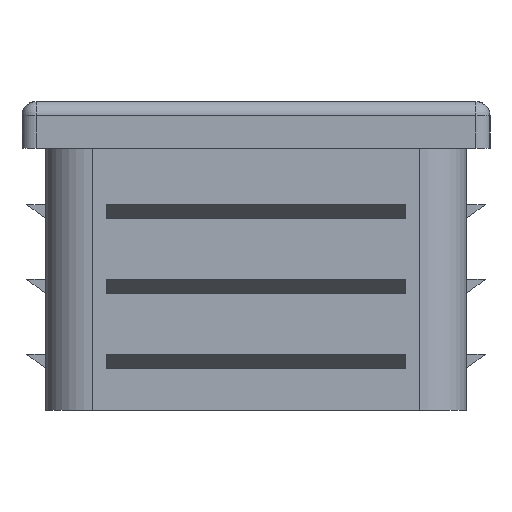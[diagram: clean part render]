
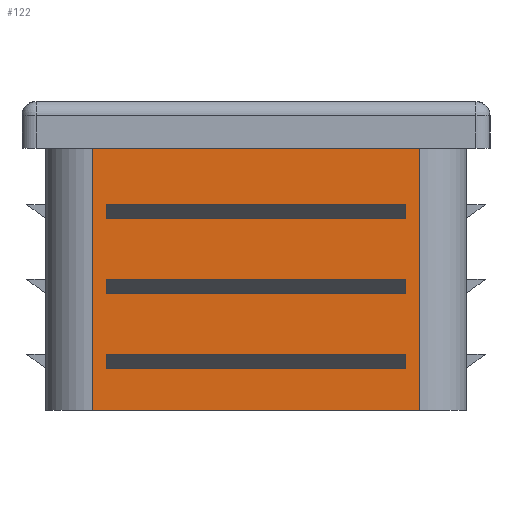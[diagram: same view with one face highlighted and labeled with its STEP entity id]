
A CAD part, left-side view. The second image highlights one B-rep face of the part: STEP entity #122.
In plain terms, the highlighted planar face has unit normal (-1, 0, 0).
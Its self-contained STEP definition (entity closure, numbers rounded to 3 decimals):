
#122 = ADVANCED_FACE( '', ( #317, #318, #319, #320 ), #321, .F. );
#317 = FACE_BOUND( '', #590, .T. );
#318 = FACE_BOUND( '', #591, .T. );
#319 = FACE_BOUND( '', #592, .T. );
#320 = FACE_OUTER_BOUND( '', #593, .T. );
#321 = PLANE( '', #594 );
#590 = EDGE_LOOP( '', ( #899, #900, #901, #902 ) );
#591 = EDGE_LOOP( '', ( #903, #904, #905, #906 ) );
#592 = EDGE_LOOP( '', ( #907, #908, #909, #910 ) );
#593 = EDGE_LOOP( '', ( #911, #912, #913, #914 ) );
#594 = AXIS2_PLACEMENT_3D( '', #915, #916, #917 );
#899 = ORIENTED_EDGE( '', *, *, #1596, .F. );
#900 = ORIENTED_EDGE( '', *, *, #1597, .F. );
#901 = ORIENTED_EDGE( '', *, *, #1598, .T. );
#902 = ORIENTED_EDGE( '', *, *, #1599, .T. );
#903 = ORIENTED_EDGE( '', *, *, #1600, .F. );
#904 = ORIENTED_EDGE( '', *, *, #1601, .F. );
#905 = ORIENTED_EDGE( '', *, *, #1602, .T. );
#906 = ORIENTED_EDGE( '', *, *, #1603, .T. );
#907 = ORIENTED_EDGE( '', *, *, #1604, .F. );
#908 = ORIENTED_EDGE( '', *, *, #1605, .F. );
#909 = ORIENTED_EDGE( '', *, *, #1606, .T. );
#910 = ORIENTED_EDGE( '', *, *, #1607, .T. );
#911 = ORIENTED_EDGE( '', *, *, #1608, .F. );
#912 = ORIENTED_EDGE( '', *, *, #1609, .T. );
#913 = ORIENTED_EDGE( '', *, *, #1610, .T. );
#914 = ORIENTED_EDGE( '', *, *, #1611, .T. );
#915 = CARTESIAN_POINT( '', ( -72.5, 22.5, 28. ) );
#916 = DIRECTION( '', ( 1., 0., 0. ) );
#917 = DIRECTION( '', ( 0., 0., -1. ) );
#1596 = EDGE_CURVE( '', #1906, #1907, #1908, .T. );
#1597 = EDGE_CURVE( '', #1909, #1906, #1910, .T. );
#1598 = EDGE_CURVE( '', #1909, #1911, #1912, .T. );
#1599 = EDGE_CURVE( '', #1911, #1907, #1913, .T. );
#1600 = EDGE_CURVE( '', #1914, #1915, #1916, .T. );
#1601 = EDGE_CURVE( '', #1917, #1914, #1918, .T. );
#1602 = EDGE_CURVE( '', #1917, #1919, #1920, .T. );
#1603 = EDGE_CURVE( '', #1919, #1915, #1921, .T. );
#1604 = EDGE_CURVE( '', #1922, #1923, #1924, .T. );
#1605 = EDGE_CURVE( '', #1925, #1922, #1926, .T. );
#1606 = EDGE_CURVE( '', #1925, #1927, #1928, .T. );
#1607 = EDGE_CURVE( '', #1927, #1923, #1929, .T. );
#1608 = EDGE_CURVE( '', #1930, #1931, #1932, .T. );
#1609 = EDGE_CURVE( '', #1930, #1933, #1934, .T. );
#1610 = EDGE_CURVE( '', #1933, #1935, #1936, .T. );
#1611 = EDGE_CURVE( '', #1935, #1931, #1937, .F. );
#1906 = VERTEX_POINT( '', #2340 );
#1907 = VERTEX_POINT( '', #2341 );
#1908 = LINE( '', #2342, #2343 );
#1909 = VERTEX_POINT( '', #2344 );
#1910 = LINE( '', #2345, #2346 );
#1911 = VERTEX_POINT( '', #2347 );
#1912 = LINE( '', #2348, #2349 );
#1913 = LINE( '', #2350, #2351 );
#1914 = VERTEX_POINT( '', #2352 );
#1915 = VERTEX_POINT( '', #2353 );
#1916 = LINE( '', #2354, #2355 );
#1917 = VERTEX_POINT( '', #2356 );
#1918 = LINE( '', #2357, #2358 );
#1919 = VERTEX_POINT( '', #2359 );
#1920 = LINE( '', #2360, #2361 );
#1921 = LINE( '', #2362, #2363 );
#1922 = VERTEX_POINT( '', #2364 );
#1923 = VERTEX_POINT( '', #2365 );
#1924 = LINE( '', #2366, #2367 );
#1925 = VERTEX_POINT( '', #2368 );
#1926 = LINE( '', #2369, #2370 );
#1927 = VERTEX_POINT( '', #2371 );
#1928 = LINE( '', #2372, #2373 );
#1929 = LINE( '', #2374, #2375 );
#1930 = VERTEX_POINT( '', #2376 );
#1931 = VERTEX_POINT( '', #2377 );
#1932 = LINE( '', #2378, #2379 );
#1933 = VERTEX_POINT( '', #2380 );
#1934 = LINE( '', #2381, #2382 );
#1935 = VERTEX_POINT( '', #2383 );
#1936 = LINE( '', #2384, #2385 );
#1937 = LINE( '', #2386, #2387 );
#2340 = CARTESIAN_POINT( '', ( -72.5, -16., 6. ) );
#2341 = CARTESIAN_POINT( '', ( -72.5, 16., 6. ) );
#2342 = CARTESIAN_POINT( '', ( -72.5, -16., 6. ) );
#2343 = VECTOR( '', #2828, 1000. );
#2344 = CARTESIAN_POINT( '', ( -72.5, -16., 4.5 ) );
#2345 = CARTESIAN_POINT( '', ( -72.5, -16., 4.5 ) );
#2346 = VECTOR( '', #2829, 1000. );
#2347 = CARTESIAN_POINT( '', ( -72.5, 16., 4.5 ) );
#2348 = CARTESIAN_POINT( '', ( -72.5, -16., 4.5 ) );
#2349 = VECTOR( '', #2830, 1000. );
#2350 = CARTESIAN_POINT( '', ( -72.5, 16., 4.5 ) );
#2351 = VECTOR( '', #2831, 1000. );
#2352 = CARTESIAN_POINT( '', ( -72.5, -16., 14. ) );
#2353 = CARTESIAN_POINT( '', ( -72.5, 16., 14. ) );
#2354 = CARTESIAN_POINT( '', ( -72.5, -16., 14. ) );
#2355 = VECTOR( '', #2832, 1000. );
#2356 = CARTESIAN_POINT( '', ( -72.5, -16., 12.5 ) );
#2357 = CARTESIAN_POINT( '', ( -72.5, -16., 12.5 ) );
#2358 = VECTOR( '', #2833, 1000. );
#2359 = CARTESIAN_POINT( '', ( -72.5, 16., 12.5 ) );
#2360 = CARTESIAN_POINT( '', ( -72.5, -16., 12.5 ) );
#2361 = VECTOR( '', #2834, 1000. );
#2362 = CARTESIAN_POINT( '', ( -72.5, 16., 12.5 ) );
#2363 = VECTOR( '', #2835, 1000. );
#2364 = CARTESIAN_POINT( '', ( -72.5, -16., 22. ) );
#2365 = CARTESIAN_POINT( '', ( -72.5, 16., 22. ) );
#2366 = CARTESIAN_POINT( '', ( -72.5, -16., 22. ) );
#2367 = VECTOR( '', #2836, 1000. );
#2368 = CARTESIAN_POINT( '', ( -72.5, -16., 20.5 ) );
#2369 = CARTESIAN_POINT( '', ( -72.5, -16., 20.5 ) );
#2370 = VECTOR( '', #2837, 1000. );
#2371 = CARTESIAN_POINT( '', ( -72.5, 16., 20.5 ) );
#2372 = CARTESIAN_POINT( '', ( -72.5, -16., 20.5 ) );
#2373 = VECTOR( '', #2838, 1000. );
#2374 = CARTESIAN_POINT( '', ( -72.5, 16., 20.5 ) );
#2375 = VECTOR( '', #2839, 1000. );
#2376 = CARTESIAN_POINT( '', ( -72.5, 17.5, 28. ) );
#2377 = CARTESIAN_POINT( '', ( -72.5, -17.5, 28. ) );
#2378 = CARTESIAN_POINT( '', ( -72.5, 22.5, 28. ) );
#2379 = VECTOR( '', #2840, 1000. );
#2380 = CARTESIAN_POINT( '', ( -72.5, 17.5, 0. ) );
#2381 = CARTESIAN_POINT( '', ( -72.5, 17.5, 28. ) );
#2382 = VECTOR( '', #2841, 1000. );
#2383 = CARTESIAN_POINT( '', ( -72.5, -17.5, 0. ) );
#2384 = CARTESIAN_POINT( '', ( -72.5, 22.5, 0. ) );
#2385 = VECTOR( '', #2842, 1000. );
#2386 = CARTESIAN_POINT( '', ( -72.5, -17.5, 28. ) );
#2387 = VECTOR( '', #2843, 1000. );
#2828 = DIRECTION( '', ( 0., 1., 0. ) );
#2829 = DIRECTION( '', ( 0., 0., 1. ) );
#2830 = DIRECTION( '', ( 0., 1., 0. ) );
#2831 = DIRECTION( '', ( 0., 0., 1. ) );
#2832 = DIRECTION( '', ( 0., 1., 0. ) );
#2833 = DIRECTION( '', ( 0., 0., 1. ) );
#2834 = DIRECTION( '', ( 0., 1., 0. ) );
#2835 = DIRECTION( '', ( 0., 0., 1. ) );
#2836 = DIRECTION( '', ( 0., 1., 0. ) );
#2837 = DIRECTION( '', ( 0., 0., 1. ) );
#2838 = DIRECTION( '', ( 0., 1., 0. ) );
#2839 = DIRECTION( '', ( 0., 0., 1. ) );
#2840 = DIRECTION( '', ( 0., -1., 0. ) );
#2841 = DIRECTION( '', ( 0., 0., -1. ) );
#2842 = DIRECTION( '', ( 0., -1., 0. ) );
#2843 = DIRECTION( '', ( 0., 0., -1. ) );
